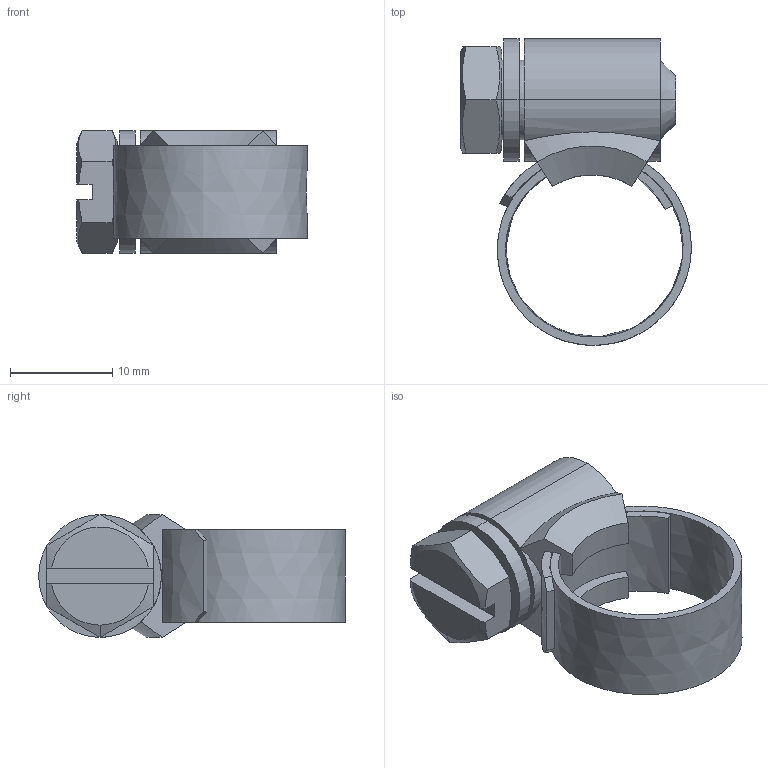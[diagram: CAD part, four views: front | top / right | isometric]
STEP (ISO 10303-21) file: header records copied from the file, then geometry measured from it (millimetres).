
FILE_DESCRIPTION (( 'STEP AP203' ), '1' );
FILE_NAME ('3D-R148_10-17_171781020.STEP', '2024-08-31T18:17:19', ( '' ), ( '' ), 'SwSTEP 2.0', 'SolidWorks 2024', '' );
FILE_SCHEMA (( 'CONFIG_CONTROL_DESIGN' ));
Length unit declared in the file: millimetre
Products named in the file (1): 3D-R148_10-17_171781020
Bounding box: 22.53 x 29.97 x 12 mm (x, y, z)
Volume: 2723.9 mm3; surface area: 3198.4 mm2
Topology: 2 solids, 2 shells, 71 faces, 188 edges, 121 vertices
Faces by surface type: plane 35, cylinder 23, cone 11, bspline 2
Entity records: 3126 total; most frequent: CARTESIAN_POINT 1355, ORIENTED_EDGE 376, DIRECTION 309, EDGE_CURVE 188, VERTEX_POINT 121, AXIS2_PLACEMENT_3D 113, EDGE_LOOP 85, LINE 83
